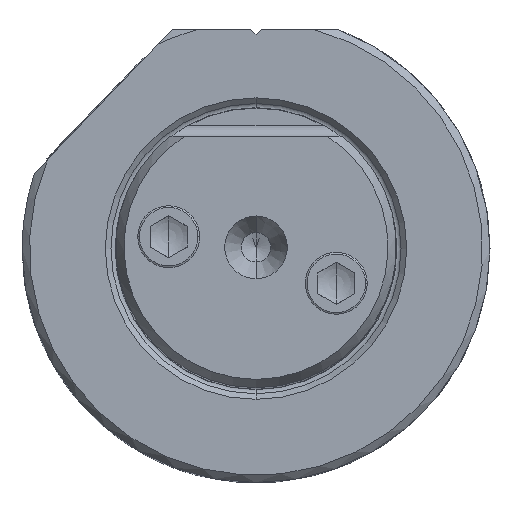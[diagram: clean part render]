
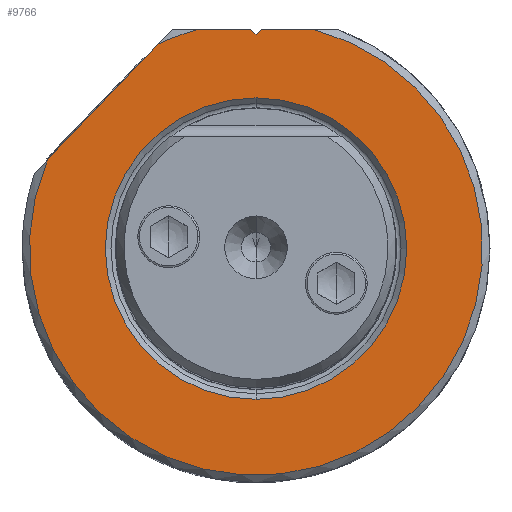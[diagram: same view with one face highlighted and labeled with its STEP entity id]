
A CAD part, top view. The second image highlights one B-rep face of the part: STEP entity #9766.
In plain terms, the highlighted planar face has unit normal (0, 0, 1).
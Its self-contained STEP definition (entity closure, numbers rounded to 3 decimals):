
#2902=DIRECTION('',(0.707,-0.707,0.));
#2903=VECTOR('',#2902,0.5);
#2904=CARTESIAN_POINT('',(-0.354,14.875,0.));
#2905=LINE('',#2904,#2903);
#2909=DIRECTION('',(0.707,0.707,0.));
#2910=VECTOR('',#2909,0.5);
#2911=CARTESIAN_POINT('',(0.,14.521,
0.));
#2912=LINE('',#2911,#2910);
#2916=DIRECTION('',(1.,0.,0.));
#2917=VECTOR('',#2916,3.536);
#2918=CARTESIAN_POINT('',(0.354,14.875,0.));
#2919=LINE('',#2918,#2917);
#2923=CARTESIAN_POINT('',(0.,0.,0.));
#2924=DIRECTION('',(0.,0.,-1.));
#2925=DIRECTION('',(0.253,0.967,0.));
#2926=AXIS2_PLACEMENT_3D('',#2923,#2924,#2925);
#2931=DIRECTION('',(0.692,0.722,0.));
#2932=VECTOR('',#2931,10.909);
#2933=CARTESIAN_POINT('',(-14.15,6.014,
0.));
#2934=LINE('',#2933,#2932);
#2938=CARTESIAN_POINT('',(0.,0.,0.));
#2939=DIRECTION('',(0.,0.,-1.));
#2940=DIRECTION('',(-0.429,0.903,0.));
#2941=AXIS2_PLACEMENT_3D('',#2938,#2939,#2940);
#2946=DIRECTION('',(1.,0.,0.));
#2947=VECTOR('',#2946,3.536);
#2948=CARTESIAN_POINT('',(-3.889,14.875,0.));
#2949=LINE('',#2948,#2947);
#2953=CARTESIAN_POINT('',(0.,0.,0.));
#2954=DIRECTION('',(0.,0.,1.));
#2955=DIRECTION('',(0.,1.,0.));
#2956=AXIS2_PLACEMENT_3D('',#2953,#2954,#2955);
#2961=CARTESIAN_POINT('',(0.,0.,0.));
#2962=DIRECTION('',(0.,0.,1.));
#2963=DIRECTION('',(0.,-1.,0.));
#2964=AXIS2_PLACEMENT_3D('',#2961,#2962,#2963);
#5592=CARTESIAN_POINT('',(-0.354,14.875,0.));
#5593=VERTEX_POINT('',#5592);
#5594=CARTESIAN_POINT('',(0.354,14.875,0.));
#5595=VERTEX_POINT('',#5594);
#5596=CARTESIAN_POINT('',(0.,14.521,
0.));
#5597=VERTEX_POINT('',#5596);
#5598=CARTESIAN_POINT('',(3.889,14.875,0.));
#5599=VERTEX_POINT('',#5598);
#5600=CARTESIAN_POINT('',(-14.15,6.014,
0.));
#5601=CARTESIAN_POINT('',(-6.599,13.887,
0.));
#5602=VERTEX_POINT('',#5600);
#5603=VERTEX_POINT('',#5601);
#5604=CARTESIAN_POINT('',(-3.889,14.875,0.));
#5605=VERTEX_POINT('',#5604);
#5606=CARTESIAN_POINT('',(0.,10.225,0.));
#5607=CARTESIAN_POINT('',(0.,-10.225,0.));
#5608=VERTEX_POINT('',#5606);
#5609=VERTEX_POINT('',#5607);
#9742=CARTESIAN_POINT('',(0.001,-0.25,
0.));
#9743=DIRECTION('',(0.,0.,1.));
#9744=DIRECTION('',(0.,-1.,0.));
#9745=AXIS2_PLACEMENT_3D('',#9742,#9743,#9744);
#9746=PLANE('',#9745);
#9748=ORIENTED_EDGE('',*,*,#9747,.T.);
#9750=ORIENTED_EDGE('',*,*,#9749,.T.);
#9751=ORIENTED_EDGE('',*,*,#9705,.T.);
#9752=ORIENTED_EDGE('',*,*,#9727,.T.);
#9753=ORIENTED_EDGE('',*,*,#8250,.T.);
#9755=ORIENTED_EDGE('',*,*,#9754,.T.);
#9757=ORIENTED_EDGE('',*,*,#9756,.T.);
#9758=EDGE_LOOP('',(#9748,#9750,#9751,#9752,#9753,#9755,#9757));
#9759=FACE_OUTER_BOUND('',#9758,.F.);
#9761=ORIENTED_EDGE('',*,*,#9760,.T.);
#9763=ORIENTED_EDGE('',*,*,#9762,.T.);
#9764=EDGE_LOOP('',(#9761,#9763));
#9765=FACE_BOUND('',#9764,.F.);
#2927=CIRCLE('',#2926,15.375);
#2942=CIRCLE('',#2941,15.375);
#2957=CIRCLE('',#2956,10.225);
#2965=CIRCLE('',#2964,10.225);
#8250=EDGE_CURVE('',#5602,#5603,#2934,.T.);
#9705=EDGE_CURVE('',#5595,#5599,#2919,.T.);
#9727=EDGE_CURVE('',#5599,#5602,#2927,.T.);
#9747=EDGE_CURVE('',#5593,#5597,#2905,.T.);
#9749=EDGE_CURVE('',#5597,#5595,#2912,.T.);
#9754=EDGE_CURVE('',#5603,#5605,#2942,.T.);
#9756=EDGE_CURVE('',#5605,#5593,#2949,.T.);
#9760=EDGE_CURVE('',#5608,#5609,#2957,.T.);
#9762=EDGE_CURVE('',#5609,#5608,#2965,.T.);
#9766=ADVANCED_FACE('',(#9759,#9765),#9746,.T.);
